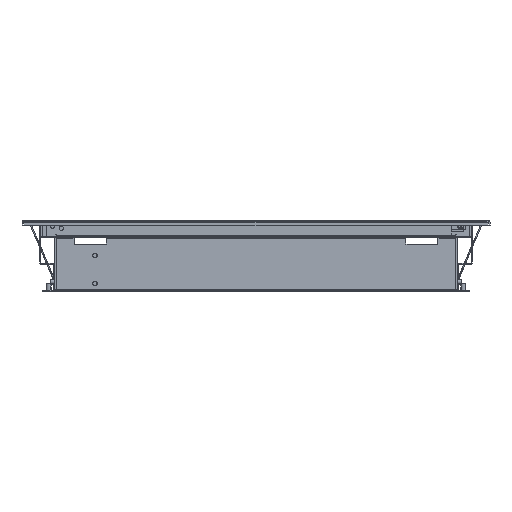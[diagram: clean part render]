
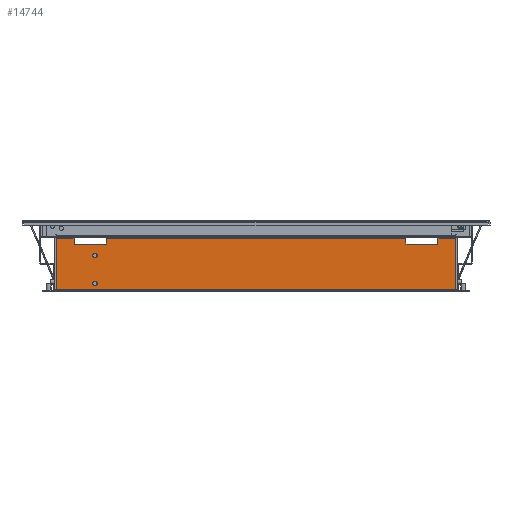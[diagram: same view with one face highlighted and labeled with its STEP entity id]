
A CAD part, front view. The second image highlights one B-rep face of the part: STEP entity #14744.
In plain terms, the highlighted planar face has unit normal (0, -1, 0).
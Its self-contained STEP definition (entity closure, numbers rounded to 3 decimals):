
#253 = LINE ( 'NONE', #9499, #12263 ) ;
#291 = VERTEX_POINT ( 'NONE', #4262 ) ;
#327 = VECTOR ( 'NONE', #16231, 1000. ) ;
#474 = VECTOR ( 'NONE', #21910, 1000. ) ;
#619 = CARTESIAN_POINT ( 'NONE',  ( 520., -1339., -30. ) ) ;
#827 = DIRECTION ( 'NONE',  ( 0., 0., -1. ) ) ;
#945 = ORIENTED_EDGE ( 'NONE', *, *, #5939, .F. ) ;
#1381 = EDGE_CURVE ( 'NONE', #5106, #4272, #253, .T. ) ;
#1481 = EDGE_CURVE ( 'NONE', #20175, #14597, #16629, .T. ) ;
#1521 = EDGE_CURVE ( 'NONE', #14597, #13598, #6596, .T. ) ;
#1593 = VECTOR ( 'NONE', #827, 1000. ) ;
#1656 = AXIS2_PLACEMENT_3D ( 'NONE', #14873, #18660, #2630 ) ;
#1725 = FACE_BOUND ( 'NONE', #18769, .T. ) ;
#1810 = LINE ( 'NONE', #8860, #327 ) ;
#1928 = LINE ( 'NONE', #19336, #10025 ) ;
#2215 = DIRECTION ( 'NONE',  ( 0., 0., -1. ) ) ;
#2630 = DIRECTION ( 'NONE',  ( 0., 0., -1. ) ) ;
#2652 = AXIS2_PLACEMENT_3D ( 'NONE', #16520, #9951, #16968 ) ;
#2778 = CARTESIAN_POINT ( 'NONE',  ( 480., -1339., 0. ) ) ;
#3010 = CARTESIAN_POINT ( 'NONE',  ( 65., -1339., 0. ) ) ;
#3145 = VERTEX_POINT ( 'NONE', #5695 ) ;
#3206 = VERTEX_POINT ( 'NONE', #619 ) ;
#3229 = CARTESIAN_POINT ( 'NONE',  ( 91., -1339., -82. ) ) ;
#3471 = DIRECTION ( 'NONE',  ( 0., -1., 0. ) ) ;
#3933 = ORIENTED_EDGE ( 'NONE', *, *, #16905, .F. ) ;
#4063 = VERTEX_POINT ( 'NONE', #9467 ) ;
#4262 = CARTESIAN_POINT ( 'NONE',  ( 91., -1339., -76. ) ) ;
#4272 = VERTEX_POINT ( 'NONE', #15854 ) ;
#4305 = VECTOR ( 'NONE', #18687, 1000. ) ;
#4377 = CARTESIAN_POINT ( 'NONE',  ( 520., -1339., 0. ) ) ;
#4401 = CARTESIAN_POINT ( 'NONE',  ( 0., -1339., -30. ) ) ;
#4507 = LINE ( 'NONE', #2778, #12137 ) ;
#5106 = VERTEX_POINT ( 'NONE', #11419 ) ;
#5330 = EDGE_CURVE ( 'NONE', #3145, #17622, #16996, .T. ) ;
#5398 = EDGE_LOOP ( 'NONE', ( #17881, #17037 ) ) ;
#5695 = CARTESIAN_POINT ( 'NONE',  ( 91., -1339., -41. ) ) ;
#5933 = ORIENTED_EDGE ( 'NONE', *, *, #17950, .F. ) ;
#5939 = EDGE_CURVE ( 'NONE', #17622, #3145, #7454, .T. ) ;
#6596 = LINE ( 'NONE', #20071, #474 ) ;
#6795 = DIRECTION ( 'NONE',  ( 0., 0., -1. ) ) ;
#7153 = CARTESIAN_POINT ( 'NONE',  ( 0., -1339., 0. ) ) ;
#7454 = CIRCLE ( 'NONE', #2652, 3. ) ;
#7477 = EDGE_LOOP ( 'NONE', ( #22307, #8643, #9987, #7788, #8914, #19325, #10378, #5933, #3933, #22666, #16927, #21544 ) ) ;
#7695 = CARTESIAN_POINT ( 'NONE',  ( 91., -1339., -47. ) ) ;
#7748 = VERTEX_POINT ( 'NONE', #17511 ) ;
#7788 = ORIENTED_EDGE ( 'NONE', *, *, #8692, .F. ) ;
#8020 = EDGE_CURVE ( 'NONE', #11818, #4063, #14121, .T. ) ;
#8204 = CARTESIAN_POINT ( 'NONE',  ( 65., -1339., -30. ) ) ;
#8429 = ORIENTED_EDGE ( 'NONE', *, *, #5330, .F. ) ;
#8643 = ORIENTED_EDGE ( 'NONE', *, *, #15989, .F. ) ;
#8692 = EDGE_CURVE ( 'NONE', #4272, #11818, #9826, .T. ) ;
#8748 = CARTESIAN_POINT ( 'NONE',  ( 105., -1339., 0. ) ) ;
#8860 = CARTESIAN_POINT ( 'NONE',  ( 43., -1339., -22.5 ) ) ;
#8914 = ORIENTED_EDGE ( 'NONE', *, *, #1381, .F. ) ;
#9004 = DIRECTION ( 'NONE',  ( 0., 0., -1. ) ) ;
#9028 = CARTESIAN_POINT ( 'NONE',  ( 43., -1339., -86.5 ) ) ;
#9467 = CARTESIAN_POINT ( 'NONE',  ( 43., -1339., -22.5 ) ) ;
#9499 = CARTESIAN_POINT ( 'NONE',  ( 542., -1339., -89. ) ) ;
#9826 = LINE ( 'NONE', #16729, #4305 ) ;
#9951 = DIRECTION ( 'NONE',  ( 0., -1., 0. ) ) ;
#9987 = ORIENTED_EDGE ( 'NONE', *, *, #8020, .F. ) ;
#10025 = VECTOR ( 'NONE', #11778, 1000. ) ;
#10118 = LINE ( 'NONE', #14854, #13718 ) ;
#10169 = DIRECTION ( 'NONE',  ( 1., 0., 0. ) ) ;
#10368 = CARTESIAN_POINT ( 'NONE',  ( 91., -1339., -44. ) ) ;
#10378 = ORIENTED_EDGE ( 'NONE', *, *, #15695, .F. ) ;
#10438 = DIRECTION ( 'NONE',  ( 0., 0., 1. ) ) ;
#10501 = FACE_OUTER_BOUND ( 'NONE', #7477, .T. ) ;
#10546 = CARTESIAN_POINT ( 'NONE',  ( 91., -1339., -79. ) ) ;
#11363 = EDGE_CURVE ( 'NONE', #22227, #291, #14318, .T. ) ;
#11419 = CARTESIAN_POINT ( 'NONE',  ( 542., -1339., -22.5 ) ) ;
#11775 = LINE ( 'NONE', #4401, #12897 ) ;
#11778 = DIRECTION ( 'NONE',  ( 1., 0., 0. ) ) ;
#11818 = VERTEX_POINT ( 'NONE', #9028 ) ;
#11825 = CARTESIAN_POINT ( 'NONE',  ( 520., -1339., -22.5 ) ) ;
#11973 = CIRCLE ( 'NONE', #1656, 3. ) ;
#12137 = VECTOR ( 'NONE', #16843, 1000. ) ;
#12155 = DIRECTION ( 'NONE',  ( 0., 0., -1. ) ) ;
#12169 = CARTESIAN_POINT ( 'NONE',  ( 65., -1339., -22.5 ) ) ;
#12263 = VECTOR ( 'NONE', #2215, 1000. ) ;
#12360 = EDGE_CURVE ( 'NONE', #291, #22227, #11973, .T. ) ;
#12388 = DIRECTION ( 'NONE',  ( 0., -1., 0. ) ) ;
#12897 = VECTOR ( 'NONE', #10169, 1000. ) ;
#13355 = DIRECTION ( 'NONE',  ( 1., 0., 0. ) ) ;
#13598 = VERTEX_POINT ( 'NONE', #21756 ) ;
#13605 = VECTOR ( 'NONE', #16116, 1000. ) ;
#13718 = VECTOR ( 'NONE', #13355, 1000. ) ;
#13946 = DIRECTION ( 'NONE',  ( 0., -1., 0. ) ) ;
#14121 = LINE ( 'NONE', #17343, #17512 ) ;
#14318 = CIRCLE ( 'NONE', #19097, 3. ) ;
#14597 = VERTEX_POINT ( 'NONE', #8204 ) ;
#14744 = ADVANCED_FACE ( 'NONE', ( #1725, #10501, #17749 ), #19702, .T. ) ;
#14854 = CARTESIAN_POINT ( 'NONE',  ( 43., -1339., -22.5 ) ) ;
#14873 = CARTESIAN_POINT ( 'NONE',  ( 91., -1339., -79. ) ) ;
#15530 = CARTESIAN_POINT ( 'NONE',  ( 480., -1339., -30. ) ) ;
#15695 = EDGE_CURVE ( 'NONE', #3206, #17745, #18554, .T. ) ;
#15854 = CARTESIAN_POINT ( 'NONE',  ( 542., -1339., -86.5 ) ) ;
#15989 = EDGE_CURVE ( 'NONE', #4063, #20175, #1810, .T. ) ;
#16052 = EDGE_CURVE ( 'NONE', #13598, #20201, #19225, .T. ) ;
#16116 = DIRECTION ( 'NONE',  ( 0., 0., 1. ) ) ;
#16231 = DIRECTION ( 'NONE',  ( 1., 0., 0. ) ) ;
#16520 = CARTESIAN_POINT ( 'NONE',  ( 91., -1339., -44. ) ) ;
#16629 = LINE ( 'NONE', #3010, #1593 ) ;
#16729 = CARTESIAN_POINT ( 'NONE',  ( 542., -1339., -86.5 ) ) ;
#16843 = DIRECTION ( 'NONE',  ( 0., 0., -1. ) ) ;
#16905 = EDGE_CURVE ( 'NONE', #7748, #22731, #4507, .T. ) ;
#16927 = ORIENTED_EDGE ( 'NONE', *, *, #16052, .F. ) ;
#16968 = DIRECTION ( 'NONE',  ( 0., 0., -1. ) ) ;
#16996 = CIRCLE ( 'NONE', #18837, 3. ) ;
#17037 = ORIENTED_EDGE ( 'NONE', *, *, #11363, .F. ) ;
#17220 = AXIS2_PLACEMENT_3D ( 'NONE', #7153, #3471, #9004 ) ;
#17343 = CARTESIAN_POINT ( 'NONE',  ( 43., -1339., -21.5 ) ) ;
#17511 = CARTESIAN_POINT ( 'NONE',  ( 480., -1339., -22.5 ) ) ;
#17512 = VECTOR ( 'NONE', #10438, 1000. ) ;
#17622 = VERTEX_POINT ( 'NONE', #7695 ) ;
#17745 = VERTEX_POINT ( 'NONE', #11825 ) ;
#17749 = FACE_BOUND ( 'NONE', #5398, .T. ) ;
#17881 = ORIENTED_EDGE ( 'NONE', *, *, #12360, .F. ) ;
#17950 = EDGE_CURVE ( 'NONE', #22731, #3206, #11775, .T. ) ;
#18326 = DIRECTION ( 'NONE',  ( 0., 0., 1. ) ) ;
#18554 = LINE ( 'NONE', #4377, #21339 ) ;
#18660 = DIRECTION ( 'NONE',  ( 0., -1., 0. ) ) ;
#18687 = DIRECTION ( 'NONE',  ( -1., 0., 0. ) ) ;
#18769 = EDGE_LOOP ( 'NONE', ( #8429, #945 ) ) ;
#18837 = AXIS2_PLACEMENT_3D ( 'NONE', #10368, #13946, #6795 ) ;
#19097 = AXIS2_PLACEMENT_3D ( 'NONE', #10546, #12388, #12155 ) ;
#19225 = LINE ( 'NONE', #8748, #13605 ) ;
#19325 = ORIENTED_EDGE ( 'NONE', *, *, #20047, .F. ) ;
#19336 = CARTESIAN_POINT ( 'NONE',  ( 43., -1339., -22.5 ) ) ;
#19681 = EDGE_CURVE ( 'NONE', #20201, #7748, #1928, .T. ) ;
#19702 = PLANE ( 'NONE',  #17220 ) ;
#20047 = EDGE_CURVE ( 'NONE', #17745, #5106, #10118, .T. ) ;
#20071 = CARTESIAN_POINT ( 'NONE',  ( 0., -1339., -30. ) ) ;
#20175 = VERTEX_POINT ( 'NONE', #12169 ) ;
#20201 = VERTEX_POINT ( 'NONE', #22646 ) ;
#21339 = VECTOR ( 'NONE', #18326, 1000. ) ;
#21544 = ORIENTED_EDGE ( 'NONE', *, *, #1521, .F. ) ;
#21756 = CARTESIAN_POINT ( 'NONE',  ( 105., -1339., -30. ) ) ;
#21910 = DIRECTION ( 'NONE',  ( 1., 0., 0. ) ) ;
#22227 = VERTEX_POINT ( 'NONE', #3229 ) ;
#22307 = ORIENTED_EDGE ( 'NONE', *, *, #1481, .F. ) ;
#22646 = CARTESIAN_POINT ( 'NONE',  ( 105., -1339., -22.5 ) ) ;
#22666 = ORIENTED_EDGE ( 'NONE', *, *, #19681, .F. ) ;
#22731 = VERTEX_POINT ( 'NONE', #15530 ) ;
